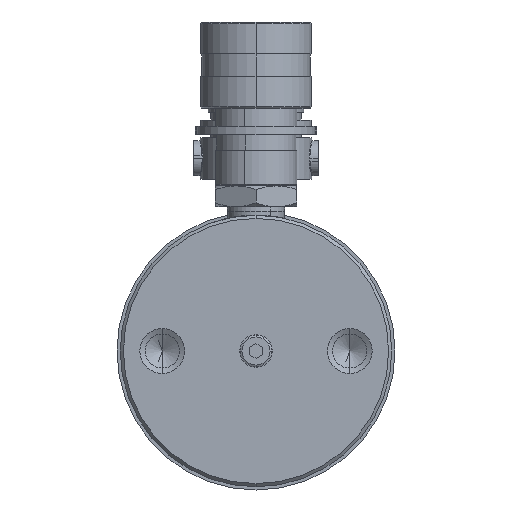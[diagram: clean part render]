
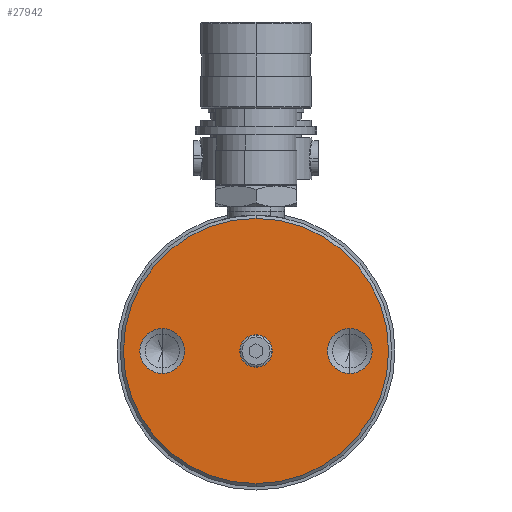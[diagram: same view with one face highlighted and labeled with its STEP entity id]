
A CAD part, front view. The second image highlights one B-rep face of the part: STEP entity #27942.
In plain terms, the highlighted planar face has unit normal (0, -1, 0).
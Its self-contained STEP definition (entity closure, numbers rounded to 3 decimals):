
#213 = AXIS2_PLACEMENT_3D ( 'NONE', #29232, #12223, #28910 ) ;
#516 = FACE_BOUND ( 'NONE', #12508, .T. ) ;
#2460 = AXIS2_PLACEMENT_3D ( 'NONE', #21915, #23947, #29220 ) ;
#3265 = EDGE_CURVE ( 'NONE', #4975, #14432, #5389, .T. ) ;
#4241 = CARTESIAN_POINT ( 'NONE',  ( 29.35, 0., -7. ) ) ;
#4488 = ORIENTED_EDGE ( 'NONE', *, *, #10887, .F. ) ;
#4975 = VERTEX_POINT ( 'NONE', #10362 ) ;
#5389 = CIRCLE ( 'NONE', #19412, 7. ) ;
#5442 = AXIS2_PLACEMENT_3D ( 'NONE', #5807, #15604, #10978 ) ;
#5807 = CARTESIAN_POINT ( 'NONE',  ( 0., 0., 0. ) ) ;
#5843 = CARTESIAN_POINT ( 'NONE',  ( 0., 0., 0. ) ) ;
#5882 = CARTESIAN_POINT ( 'NONE',  ( 0., 0., 41.5 ) ) ;
#5957 = DIRECTION ( 'NONE',  ( 0., -1., 0. ) ) ;
#6242 = CARTESIAN_POINT ( 'NONE',  ( 29.35, 0., 7. ) ) ;
#6394 = CIRCLE ( 'NONE', #2460, 5.075 ) ;
#7666 = VERTEX_POINT ( 'NONE', #12422 ) ;
#8310 = DIRECTION ( 'NONE',  ( 0., 0., -1. ) ) ;
#8316 = EDGE_LOOP ( 'NONE', ( #4488, #16800 ) ) ;
#8423 = AXIS2_PLACEMENT_3D ( 'NONE', #5843, #5957, #28029 ) ;
#8714 = ORIENTED_EDGE ( 'NONE', *, *, #16858, .F. ) ;
#9926 = DIRECTION ( 'NONE',  ( 0., -1., 0. ) ) ;
#10280 = CARTESIAN_POINT ( 'NONE',  ( -5.075, 0., 0. ) ) ;
#10362 = CARTESIAN_POINT ( 'NONE',  ( -29.35, 0., 7. ) ) ;
#10548 = CARTESIAN_POINT ( 'NONE',  ( -29.35, 0., -7. ) ) ;
#10887 = EDGE_CURVE ( 'NONE', #19348, #25059, #17987, .T. ) ;
#10978 = DIRECTION ( 'NONE',  ( 0., 0., 1. ) ) ;
#11313 = ORIENTED_EDGE ( 'NONE', *, *, #3265, .F. ) ;
#12223 = DIRECTION ( 'NONE',  ( 0., -1., 0. ) ) ;
#12323 = CARTESIAN_POINT ( 'NONE',  ( 0., 0., 5.075 ) ) ;
#12422 = CARTESIAN_POINT ( 'NONE',  ( 0., 0., -41.5 ) ) ;
#12508 = EDGE_LOOP ( 'NONE', ( #28643, #11313 ) ) ;
#13490 = EDGE_LOOP ( 'NONE', ( #18613, #14163 ) ) ;
#14163 = ORIENTED_EDGE ( 'NONE', *, *, #27809, .T. ) ;
#14308 = EDGE_CURVE ( 'NONE', #29431, #7666, #25288, .T. ) ;
#14432 = VERTEX_POINT ( 'NONE', #10548 ) ;
#15182 = EDGE_CURVE ( 'NONE', #25059, #19348, #6394, .T. ) ;
#15604 = DIRECTION ( 'NONE',  ( 0., -1., 0. ) ) ;
#16663 = CIRCLE ( 'NONE', #213, 41.5 ) ;
#16800 = ORIENTED_EDGE ( 'NONE', *, *, #15182, .F. ) ;
#16858 = EDGE_CURVE ( 'NONE', #30170, #25904, #23917, .T. ) ;
#17987 = CIRCLE ( 'NONE', #8423, 5.075 ) ;
#18613 = ORIENTED_EDGE ( 'NONE', *, *, #14308, .T. ) ;
#18749 = DIRECTION ( 'NONE',  ( 0., -1., 0. ) ) ;
#19022 = EDGE_LOOP ( 'NONE', ( #8714, #26188 ) ) ;
#19348 = VERTEX_POINT ( 'NONE', #19940 ) ;
#19412 = AXIS2_PLACEMENT_3D ( 'NONE', #23236, #27315, #28067 ) ;
#19657 = PLANE ( 'NONE',  #24053 ) ;
#19767 = DIRECTION ( 'NONE',  ( 0., 1., 0. ) ) ;
#19940 = CARTESIAN_POINT ( 'NONE',  ( 0., 0., -5.075 ) ) ;
#20029 = AXIS2_PLACEMENT_3D ( 'NONE', #21210, #18749, #28325 ) ;
#20449 = FACE_OUTER_BOUND ( 'NONE', #13490, .T. ) ;
#20808 = AXIS2_PLACEMENT_3D ( 'NONE', #22870, #22749, #8310 ) ;
#21210 = CARTESIAN_POINT ( 'NONE',  ( -29.35, 0., 0. ) ) ;
#21915 = CARTESIAN_POINT ( 'NONE',  ( 0., 0., 0. ) ) ;
#22639 = EDGE_CURVE ( 'NONE', #14432, #4975, #25681, .T. ) ;
#22749 = DIRECTION ( 'NONE',  ( 0., -1., 0. ) ) ;
#22870 = CARTESIAN_POINT ( 'NONE',  ( 29.35, 0., 0. ) ) ;
#23236 = CARTESIAN_POINT ( 'NONE',  ( -29.35, 0., 0. ) ) ;
#23917 = CIRCLE ( 'NONE', #20808, 7. ) ;
#23947 = DIRECTION ( 'NONE',  ( 0., -1., 0. ) ) ;
#24053 = AXIS2_PLACEMENT_3D ( 'NONE', #10280, #19767, #24921 ) ;
#24921 = DIRECTION ( 'NONE',  ( 0., 0., 1. ) ) ;
#24948 = CIRCLE ( 'NONE', #30046, 7. ) ;
#25059 = VERTEX_POINT ( 'NONE', #12323 ) ;
#25288 = CIRCLE ( 'NONE', #5442, 41.5 ) ;
#25681 = CIRCLE ( 'NONE', #20029, 7. ) ;
#25904 = VERTEX_POINT ( 'NONE', #6242 ) ;
#26188 = ORIENTED_EDGE ( 'NONE', *, *, #28836, .F. ) ;
#26203 = FACE_BOUND ( 'NONE', #8316, .T. ) ;
#27245 = CARTESIAN_POINT ( 'NONE',  ( 29.35, 0., 0. ) ) ;
#27315 = DIRECTION ( 'NONE',  ( 0., -1., 0. ) ) ;
#27758 = FACE_BOUND ( 'NONE', #19022, .T. ) ;
#27809 = EDGE_CURVE ( 'NONE', #7666, #29431, #16663, .T. ) ;
#27942 = ADVANCED_FACE ( 'NONE', ( #27758, #516, #20449, #26203 ), #19657, .F. ) ;
#28029 = DIRECTION ( 'NONE',  ( 0., 0., -1. ) ) ;
#28067 = DIRECTION ( 'NONE',  ( 0., 0., -1. ) ) ;
#28325 = DIRECTION ( 'NONE',  ( 0., 0., -1. ) ) ;
#28643 = ORIENTED_EDGE ( 'NONE', *, *, #22639, .F. ) ;
#28836 = EDGE_CURVE ( 'NONE', #25904, #30170, #24948, .T. ) ;
#28910 = DIRECTION ( 'NONE',  ( 0., 0., 1. ) ) ;
#29220 = DIRECTION ( 'NONE',  ( 0., 0., -1. ) ) ;
#29232 = CARTESIAN_POINT ( 'NONE',  ( 0., 0., 0. ) ) ;
#29401 = DIRECTION ( 'NONE',  ( 0., 0., -1. ) ) ;
#29431 = VERTEX_POINT ( 'NONE', #5882 ) ;
#30046 = AXIS2_PLACEMENT_3D ( 'NONE', #27245, #9926, #29401 ) ;
#30170 = VERTEX_POINT ( 'NONE', #4241 ) ;
